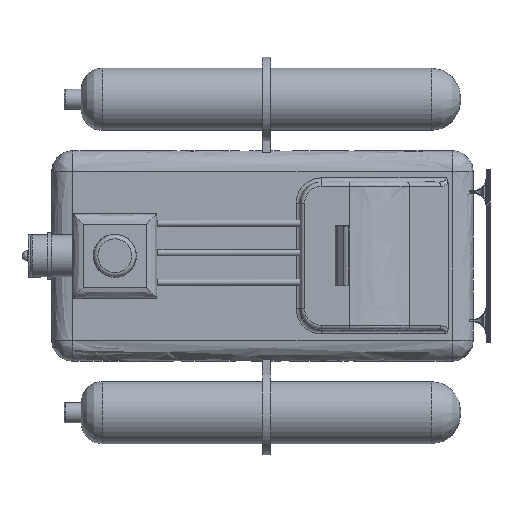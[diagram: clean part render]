
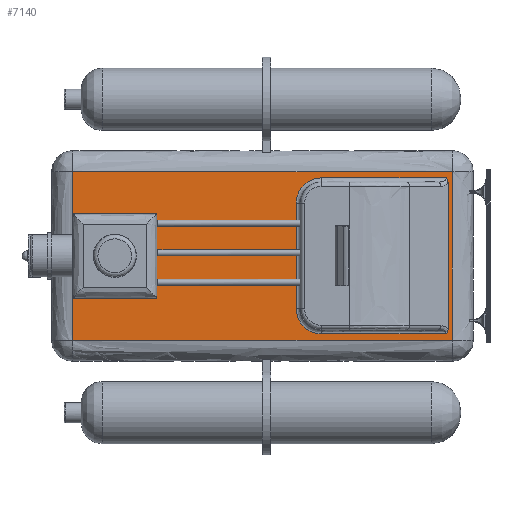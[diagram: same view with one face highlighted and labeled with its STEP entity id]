
A CAD part, top view. The second image highlights one B-rep face of the part: STEP entity #7140.
In plain terms, the highlighted free-form (B-spline) face has degree [1, 1] with [2, 2] control points.
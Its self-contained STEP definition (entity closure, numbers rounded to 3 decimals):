
#5587 = VERTEX_POINT('',#5588);
#5588 = CARTESIAN_POINT('',(608.068,-241.265,
    138.197));
#5596 = EDGE_CURVE('',#5587,#5597,#5599,.T.);
#5597 = VERTEX_POINT('',#5598);
#5598 = CARTESIAN_POINT('',(602.344,-255.665,
    138.197));
#5599 = B_SPLINE_CURVE_WITH_KNOTS('',3,(#5600,#5601,#5602,#5603,#5604,
    #5605,#5606,#5607,#5608,#5609,#5610,#5611),.UNSPECIFIED.,.F.,.F.,(4,
    2,2,2,2,4),(0.,0.266,0.506,0.834,
    1.151,1.153),.UNSPECIFIED.);
#5600 = CARTESIAN_POINT('',(608.068,-241.265,
    138.197));
#5601 = CARTESIAN_POINT('',(608.068,-242.491,
    138.197));
#5602 = CARTESIAN_POINT('',(607.97,-243.716,
    138.197));
#5603 = CARTESIAN_POINT('',(607.587,-246.016,138.197
    ));
#5604 = CARTESIAN_POINT('',(607.321,-247.091,
    138.197));
#5605 = CARTESIAN_POINT('',(606.492,-249.572,
    138.197));
#5606 = CARTESIAN_POINT('',(605.856,-250.946,138.197
    ));
#5607 = CARTESIAN_POINT('',(604.296,-253.474,
    138.197));
#5608 = CARTESIAN_POINT('',(603.398,-254.607,
    138.197));
#5609 = CARTESIAN_POINT('',(602.357,-255.652,
    138.197));
#5610 = CARTESIAN_POINT('',(602.35,-255.659,
    138.197));
#5611 = CARTESIAN_POINT('',(602.344,-255.665,
    138.197));
#5973 = VERTEX_POINT('',#5974);
#5974 = CARTESIAN_POINT('',(608.068,241.265,
    138.197));
#5982 = VERTEX_POINT('',#5983);
#5983 = CARTESIAN_POINT('',(602.344,255.665,
    138.197));
#5989 = EDGE_CURVE('',#5982,#5973,#5990,.T.);
#5990 = B_SPLINE_CURVE_WITH_KNOTS('',3,(#5991,#5992,#5993,#5994,#5995,
    #5996,#5997,#5998,#5999,#6000,#6001,#6002),.UNSPECIFIED.,.F.,.F.,(4,
    2,2,2,2,4),(-0.002,0.,0.318,0.648,
    0.889,1.156),.UNSPECIFIED.);
#5991 = CARTESIAN_POINT('',(602.344,255.665,
    138.197));
#5992 = CARTESIAN_POINT('',(602.35,255.659,
    138.197));
#5993 = CARTESIAN_POINT('',(602.357,255.652,
    138.197));
#5994 = CARTESIAN_POINT('',(603.398,254.607,
    138.197));
#5995 = CARTESIAN_POINT('',(604.296,253.474,
    138.197));
#5996 = CARTESIAN_POINT('',(605.856,250.946,
    138.197));
#5997 = CARTESIAN_POINT('',(606.492,249.572,
    138.197));
#5998 = CARTESIAN_POINT('',(607.321,247.091,
    138.197));
#5999 = CARTESIAN_POINT('',(607.587,246.016,
    138.197));
#6000 = CARTESIAN_POINT('',(607.97,243.716,
    138.197));
#6001 = CARTESIAN_POINT('',(608.068,242.491,
    138.197));
#6002 = CARTESIAN_POINT('',(608.068,241.265,
    138.197));
#6101 = EDGE_CURVE('',#5973,#5587,#6102,.T.);
#6102 = B_SPLINE_CURVE_WITH_KNOTS('',1,(#6103,#6104),.UNSPECIFIED.,.F.,
  .F.,(2,2),(-262.08,87.08),.PIECEWISE_BEZIER_KNOTS.);
#6103 = CARTESIAN_POINT('',(608.068,241.265,
    138.197));
#6104 = CARTESIAN_POINT('',(608.068,-241.265,
    138.197));
#6114 = EDGE_CURVE('',#6115,#5597,#6117,.T.);
#6115 = VERTEX_POINT('',#6116);
#6116 = CARTESIAN_POINT('',(193.476,-255.665,
    138.197));
#6117 = B_SPLINE_CURVE_WITH_KNOTS('',1,(#6118,#6119),.UNSPECIFIED.,.F.,
  .F.,(2,2),(95.,390.858),.PIECEWISE_BEZIER_KNOTS.);
#6118 = CARTESIAN_POINT('',(193.476,-255.665,
    138.197));
#6119 = CARTESIAN_POINT('',(602.344,-255.665,
    138.197));
#6154 = EDGE_CURVE('',#6155,#6115,#6157,.T.);
#6155 = VERTEX_POINT('',#6156);
#6156 = CARTESIAN_POINT('',(110.558,-172.747,
    138.197));
#6157 = ( BOUNDED_CURVE() B_SPLINE_CURVE(2,(#6158,#6159,#6160),
.UNSPECIFIED.,.F.,.F.) B_SPLINE_CURVE_WITH_KNOTS((3,3),(5.498,
7.069),.PIECEWISE_BEZIER_KNOTS.) CURVE() 
GEOMETRIC_REPRESENTATION_ITEM() RATIONAL_B_SPLINE_CURVE((1.,
0.707,1.)) REPRESENTATION_ITEM('') );
#6158 = CARTESIAN_POINT('',(110.558,-172.747,
    138.197));
#6159 = CARTESIAN_POINT('',(110.558,-255.665,
    138.197));
#6160 = CARTESIAN_POINT('',(193.476,-255.665,
    138.197));
#6189 = EDGE_CURVE('',#6190,#6155,#6192,.T.);
#6190 = VERTEX_POINT('',#6191);
#6191 = CARTESIAN_POINT('',(110.558,172.747,
    138.197));
#6192 = B_SPLINE_CURVE_WITH_KNOTS('',1,(#6193,#6194),.UNSPECIFIED.,.F.,
  .F.,(2,2),(-37.5,212.5),.PIECEWISE_BEZIER_KNOTS.);
#6193 = CARTESIAN_POINT('',(110.558,172.747,
    138.197));
#6194 = CARTESIAN_POINT('',(110.558,-172.747,
    138.197));
#6221 = EDGE_CURVE('',#6222,#6190,#6224,.T.);
#6222 = VERTEX_POINT('',#6223);
#6223 = CARTESIAN_POINT('',(193.476,255.665,
    138.197));
#6224 = ( BOUNDED_CURVE() B_SPLINE_CURVE(2,(#6225,#6226,#6227),
.UNSPECIFIED.,.F.,.F.) B_SPLINE_CURVE_WITH_KNOTS((3,3),(5.498,
7.069),.PIECEWISE_BEZIER_KNOTS.) CURVE() 
GEOMETRIC_REPRESENTATION_ITEM() RATIONAL_B_SPLINE_CURVE((1.,
0.707,1.)) REPRESENTATION_ITEM('') );
#6225 = CARTESIAN_POINT('',(193.476,255.665,
    138.197));
#6226 = CARTESIAN_POINT('',(110.558,255.665,
    138.197));
#6227 = CARTESIAN_POINT('',(110.558,172.747,
    138.197));
#6254 = EDGE_CURVE('',#5982,#6222,#6255,.T.);
#6255 = B_SPLINE_CURVE_WITH_KNOTS('',1,(#6256,#6257),.UNSPECIFIED.,.F.,
  .F.,(2,2),(-215.858,80.),.PIECEWISE_BEZIER_KNOTS.);
#6256 = CARTESIAN_POINT('',(602.344,255.665,
    138.197));
#6257 = CARTESIAN_POINT('',(193.476,255.665,
    138.197));
#6827 = VERTEX_POINT('',#6828);
#6828 = CARTESIAN_POINT('',(621.888,-276.395,
    138.197));
#6836 = EDGE_CURVE('',#6827,#6837,#6839,.T.);
#6837 = VERTEX_POINT('',#6838);
#6838 = CARTESIAN_POINT('',(-621.888,-276.395,
    138.197));
#6839 = B_SPLINE_CURVE_WITH_KNOTS('',1,(#6840,#6841),.UNSPECIFIED.,.F.,
  .F.,(2,2),(-700.,200.),.PIECEWISE_BEZIER_KNOTS.);
#6840 = CARTESIAN_POINT('',(621.888,-276.395,
    138.197));
#6841 = CARTESIAN_POINT('',(-621.888,-276.395,
    138.197));
#6899 = VERTEX_POINT('',#6900);
#6900 = CARTESIAN_POINT('',(-621.888,276.395,
    138.197));
#6919 = EDGE_CURVE('',#6837,#6899,#6920,.T.);
#6920 = B_SPLINE_CURVE_WITH_KNOTS('',1,(#6921,#6922),.UNSPECIFIED.,.F.,
  .F.,(2,2),(-325.,75.),.PIECEWISE_BEZIER_KNOTS.);
#6921 = CARTESIAN_POINT('',(-621.888,-276.395,
    138.197));
#6922 = CARTESIAN_POINT('',(-621.888,276.395,
    138.197));
#6960 = VERTEX_POINT('',#6961);
#6961 = CARTESIAN_POINT('',(621.888,276.395,
    138.197));
#6978 = EDGE_CURVE('',#6899,#6960,#6979,.T.);
#6979 = B_SPLINE_CURVE_WITH_KNOTS('',1,(#6980,#6981),.UNSPECIFIED.,.F.,
  .F.,(2,2),(-700.,200.),.PIECEWISE_BEZIER_KNOTS.);
#6980 = CARTESIAN_POINT('',(-621.888,276.395,
    138.197));
#6981 = CARTESIAN_POINT('',(621.888,276.395,
    138.197));
#7067 = EDGE_CURVE('',#6960,#6827,#7068,.T.);
#7068 = B_SPLINE_CURVE_WITH_KNOTS('',1,(#7069,#7070),.UNSPECIFIED.,.F.,
  .F.,(2,2),(-325.,75.),.PIECEWISE_BEZIER_KNOTS.);
#7069 = CARTESIAN_POINT('',(621.888,276.395,
    138.197));
#7070 = CARTESIAN_POINT('',(621.888,-276.395,
    138.197));
#7140 = ADVANCED_FACE('',(#7141,#7147),#7157,.T.);
#7141 = FACE_BOUND('',#7142,.T.);
#7142 = EDGE_LOOP('',(#7143,#7144,#7145,#7146));
#7143 = ORIENTED_EDGE('',*,*,#6836,.F.);
#7144 = ORIENTED_EDGE('',*,*,#7067,.F.);
#7145 = ORIENTED_EDGE('',*,*,#6978,.F.);
#7146 = ORIENTED_EDGE('',*,*,#6919,.F.);
#7147 = FACE_BOUND('',#7148,.T.);
#7148 = EDGE_LOOP('',(#7149,#7150,#7151,#7152,#7153,#7154,#7155,#7156));
#7149 = ORIENTED_EDGE('',*,*,#6101,.T.);
#7150 = ORIENTED_EDGE('',*,*,#5596,.T.);
#7151 = ORIENTED_EDGE('',*,*,#6114,.F.);
#7152 = ORIENTED_EDGE('',*,*,#6154,.F.);
#7153 = ORIENTED_EDGE('',*,*,#6189,.F.);
#7154 = ORIENTED_EDGE('',*,*,#6221,.F.);
#7155 = ORIENTED_EDGE('',*,*,#6254,.F.);
#7156 = ORIENTED_EDGE('',*,*,#5989,.T.);
#7157 = B_SPLINE_SURFACE_WITH_KNOTS('',1,1,(
    (#7158,#7159)
    ,(#7160,#7161
    )),.UNSPECIFIED.,.F.,.F.,.F.,(2,2),(2,2),(-450.,450.),(-200.,200.),
  .PIECEWISE_BEZIER_KNOTS.);
#7158 = CARTESIAN_POINT('',(-621.888,-276.395,
    138.197));
#7159 = CARTESIAN_POINT('',(-621.888,276.395,
    138.197));
#7160 = CARTESIAN_POINT('',(621.888,-276.395,
    138.197));
#7161 = CARTESIAN_POINT('',(621.888,276.395,
    138.197));
